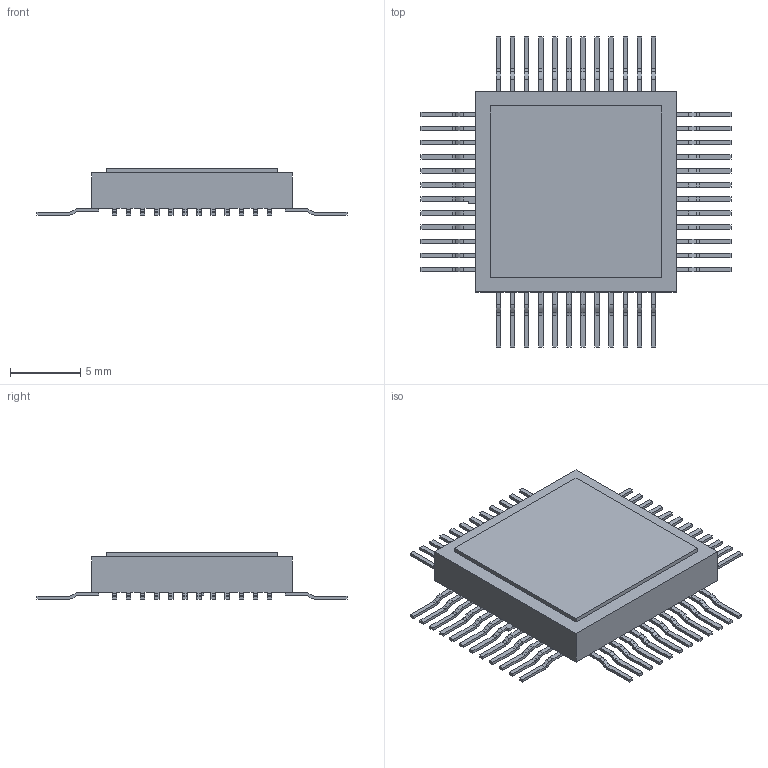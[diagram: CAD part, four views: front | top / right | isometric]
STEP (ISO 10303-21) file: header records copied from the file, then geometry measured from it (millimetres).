
FILE_DESCRIPTION(('STEP AP214'), '1');
FILE_NAME('H16_48-1B', '2019-10-01T16:47:12', ('ïê'), (''), 'ASCON STEP Converter 1.3', 'ASCON Math Kernel', '');
FILE_SCHEMA(('AUTOMOTIVE_DESIGN { 1 0 10303 214 3 1 1}'));
Length unit declared in the file: millimetre
Bounding box: 22 x 22 x 3.3 mm (x, y, z)
Volume: 562.5 mm3; surface area: 774.1 mm2
Topology: 1 solids, 1 shells, 685 faces, 1950 edges, 1268 vertices
Faces by surface type: plane 493, cylinder 192
Entity records: 27584 total; most frequent: CARTESIAN_POINT 3904, ORIENTED_EDGE 3900, DIRECTION 3706, EDGE_CURVE 1950, LINE 1566, VECTOR 1566, VERTEX_POINT 1268, AXIS2_PLACEMENT_3D 1070
